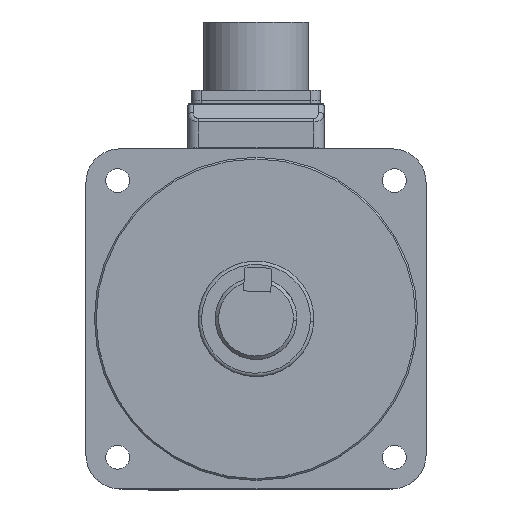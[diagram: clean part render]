
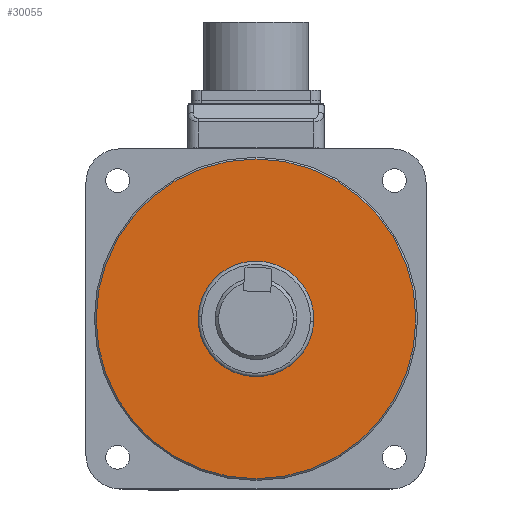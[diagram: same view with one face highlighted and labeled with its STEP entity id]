
A CAD part, top view. The second image highlights one B-rep face of the part: STEP entity #30055.
In plain terms, the highlighted planar face has unit normal (0, 0, 1).
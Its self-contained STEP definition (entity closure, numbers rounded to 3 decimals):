
#833 = VERTEX_POINT ( 'NONE', #39221 ) ;
#2272 = AXIS2_PLACEMENT_3D ( 'NONE', #24835, #3388, #28436 ) ;
#2841 = CARTESIAN_POINT ( 'NONE',  ( 0., 0., 5. ) ) ;
#3388 = DIRECTION ( 'NONE',  ( 0., 0., 1. ) ) ;
#5857 = CARTESIAN_POINT ( 'NONE',  ( 47., 0., 5. ) ) ;
#6451 = DIRECTION ( 'NONE',  ( 1., 0., 0. ) ) ;
#6486 = VERTEX_POINT ( 'NONE', #5857 ) ;
#9598 = CIRCLE ( 'NONE', #31629, 47. ) ;
#10652 = CIRCLE ( 'NONE', #18758, 47. ) ;
#10823 = DIRECTION ( 'NONE',  ( 0., 0., 1. ) ) ;
#16262 = EDGE_LOOP ( 'NONE', ( #21105, #30749 ) ) ;
#18758 = AXIS2_PLACEMENT_3D ( 'NONE', #32331, #10823, #35901 ) ;
#21105 = ORIENTED_EDGE ( 'NONE', *, *, #26159, .T. ) ;
#24250 = FACE_OUTER_BOUND ( 'NONE', #16262, .T. ) ;
#24675 = PLANE ( 'NONE',  #2272 ) ;
#24835 = CARTESIAN_POINT ( 'NONE',  ( 0., 0., 5. ) ) ;
#26159 = EDGE_CURVE ( 'NONE', #833, #6486, #10652, .T. ) ;
#27878 = DIRECTION ( 'NONE',  ( 0., 0., 1. ) ) ;
#28436 = DIRECTION ( 'NONE',  ( 1., 0., 0. ) ) ;
#30055 = ADVANCED_FACE ( 'NONE', ( #24250 ), #24675, .T. ) ;
#30749 = ORIENTED_EDGE ( 'NONE', *, *, #40330, .T. ) ;
#31629 = AXIS2_PLACEMENT_3D ( 'NONE', #2841, #27878, #6451 ) ;
#32331 = CARTESIAN_POINT ( 'NONE',  ( 0., 0., 5. ) ) ;
#35901 = DIRECTION ( 'NONE',  ( 1., 0., 0. ) ) ;
#39221 = CARTESIAN_POINT ( 'NONE',  ( -47., 0., 5. ) ) ;
#40330 = EDGE_CURVE ( 'NONE', #6486, #833, #9598, .T. ) ;
